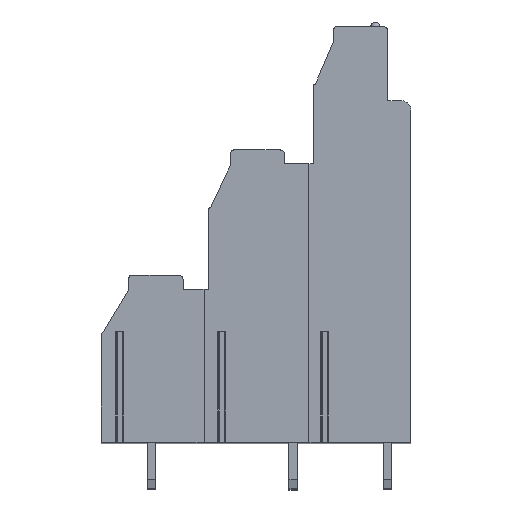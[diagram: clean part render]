
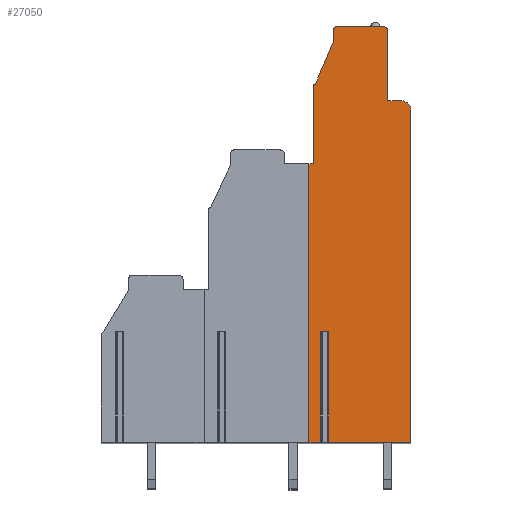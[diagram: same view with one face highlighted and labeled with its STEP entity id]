
A CAD part, top view. The second image highlights one B-rep face of the part: STEP entity #27050.
In plain terms, the highlighted planar face has unit normal (0, 0, 1).
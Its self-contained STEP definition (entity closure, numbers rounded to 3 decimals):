
#352=DIRECTION('',(1.,0.,0.));
#353=VECTOR('',#352,0.856);
#354=CARTESIAN_POINT('',(0.772,-18.05,83.82));
#355=LINE('',#354,#353);
#356=DIRECTION('',(0.,-1.,0.));
#357=VECTOR('',#356,11.95);
#358=CARTESIAN_POINT('',(0.772,-18.05,83.82));
#359=LINE('',#358,#357);
#360=DIRECTION('',(1.,0.,0.));
#361=VECTOR('',#360,1.272);
#362=CARTESIAN_POINT('',(-0.5,-30.,83.82));
#363=LINE('',#362,#361);
#364=DIRECTION('',(0.,1.,0.));
#365=VECTOR('',#364,30.);
#366=CARTESIAN_POINT('',(-0.5,-30.,83.82));
#367=LINE('',#366,#365);
#368=DIRECTION('',(-1.,0.,0.));
#369=VECTOR('',#368,0.5);
#370=CARTESIAN_POINT('',(0.,0.,83.82));
#371=LINE('',#370,#369);
#372=DIRECTION('',(0.,-1.,0.));
#373=VECTOR('',#372,8.4);
#374=CARTESIAN_POINT('',(0.,8.4,83.82));
#375=LINE('',#374,#373);
#376=CARTESIAN_POINT('',(0.2,8.4,83.82));
#377=DIRECTION('',(0.,0.,1.));
#378=DIRECTION('',(0.,1.,0.));
#379=AXIS2_PLACEMENT_3D('',#376,#377,#378);
#381=DIRECTION('',(-0.392,-0.92,0.));
#382=VECTOR('',#381,5.108);
#383=CARTESIAN_POINT('',(2.2,13.3,83.82));
#384=LINE('',#383,#382);
#385=DIRECTION('',(0.,-1.,0.));
#386=VECTOR('',#385,1.2);
#387=CARTESIAN_POINT('',(2.2,14.5,83.82));
#388=LINE('',#387,#386);
#389=CARTESIAN_POINT('',(2.5,14.5,83.82));
#390=DIRECTION('',(0.,0.,1.));
#391=DIRECTION('',(0.,1.,0.));
#392=AXIS2_PLACEMENT_3D('',#389,#390,#391);
#394=DIRECTION('',(-1.,0.,0.));
#395=VECTOR('',#394,5.);
#396=CARTESIAN_POINT('',(7.5,14.8,83.82));
#397=LINE('',#396,#395);
#398=CARTESIAN_POINT('',(7.5,14.3,83.82));
#399=DIRECTION('',(0.,0.,1.));
#400=DIRECTION('',(1.,0.,0.));
#401=AXIS2_PLACEMENT_3D('',#398,#399,#400);
#403=DIRECTION('',(0.,1.,0.));
#404=VECTOR('',#403,7.5);
#405=CARTESIAN_POINT('',(8.,6.8,83.82));
#406=LINE('',#405,#404);
#407=DIRECTION('',(-1.,0.,0.));
#408=VECTOR('',#407,1.5);
#409=CARTESIAN_POINT('',(9.5,6.8,83.82));
#410=LINE('',#409,#408);
#411=CARTESIAN_POINT('',(9.5,5.8,83.82));
#412=DIRECTION('',(0.,0.,1.));
#413=DIRECTION('',(1.,0.,0.));
#414=AXIS2_PLACEMENT_3D('',#411,#412,#413);
#416=DIRECTION('',(0.,1.,0.));
#417=VECTOR('',#416,35.8);
#418=CARTESIAN_POINT('',(10.5,-30.,83.82));
#419=LINE('',#418,#417);
#420=DIRECTION('',(1.,0.,0.));
#421=VECTOR('',#420,8.872);
#422=CARTESIAN_POINT('',(1.628,-30.,83.82));
#423=LINE('',#422,#421);
#424=DIRECTION('',(0.,-1.,0.));
#425=VECTOR('',#424,11.95);
#426=CARTESIAN_POINT('',(1.628,-18.05,83.82));
#427=LINE('',#426,#425);
#20546=CARTESIAN_POINT('',(10.5,-30.,83.82));
#20547=CARTESIAN_POINT('',(10.5,5.8,83.82));
#20548=VERTEX_POINT('',#20546);
#20549=VERTEX_POINT('',#20547);
#20550=CARTESIAN_POINT('',(9.5,6.8,83.82));
#20551=VERTEX_POINT('',#20550);
#20552=CARTESIAN_POINT('',(8.,6.8,83.82));
#20553=VERTEX_POINT('',#20552);
#20554=CARTESIAN_POINT('',(8.,14.3,83.82));
#20555=VERTEX_POINT('',#20554);
#20556=CARTESIAN_POINT('',(7.5,14.8,83.82));
#20557=VERTEX_POINT('',#20556);
#20558=CARTESIAN_POINT('',(2.5,14.8,83.82));
#20559=VERTEX_POINT('',#20558);
#20560=CARTESIAN_POINT('',(2.2,14.5,83.82));
#20561=VERTEX_POINT('',#20560);
#20562=CARTESIAN_POINT('',(2.2,13.3,83.82));
#20563=VERTEX_POINT('',#20562);
#20564=CARTESIAN_POINT('',(0.2,8.6,83.82));
#20565=VERTEX_POINT('',#20564);
#20566=CARTESIAN_POINT('',(0.,8.4,83.82));
#20567=VERTEX_POINT('',#20566);
#20568=CARTESIAN_POINT('',(0.,0.,83.82));
#20569=VERTEX_POINT('',#20568);
#20594=CARTESIAN_POINT('',(-0.5,-30.,83.82));
#20595=CARTESIAN_POINT('',(-0.5,0.,83.82));
#20596=VERTEX_POINT('',#20594);
#20597=VERTEX_POINT('',#20595);
#20654=CARTESIAN_POINT('',(0.772,-18.05,83.82));
#20655=CARTESIAN_POINT('',(1.628,-18.05,83.82));
#20656=VERTEX_POINT('',#20654);
#20657=VERTEX_POINT('',#20655);
#20662=CARTESIAN_POINT('',(0.772,-30.,83.82));
#20663=VERTEX_POINT('',#20662);
#20664=CARTESIAN_POINT('',(1.628,-30.,83.82));
#20665=VERTEX_POINT('',#20664);
#27007=CARTESIAN_POINT('',(0.,0.,83.82));
#27008=DIRECTION('',(0.,0.,1.));
#27009=DIRECTION('',(1.,0.,0.));
#27010=AXIS2_PLACEMENT_3D('',#27007,#27008,#27009);
#27011=PLANE('',#27010);
#27013=ORIENTED_EDGE('',*,*,#27012,.F.);
#27015=ORIENTED_EDGE('',*,*,#27014,.T.);
#27017=ORIENTED_EDGE('',*,*,#27016,.F.);
#27019=ORIENTED_EDGE('',*,*,#27018,.T.);
#27021=ORIENTED_EDGE('',*,*,#27020,.F.);
#27023=ORIENTED_EDGE('',*,*,#27022,.F.);
#27025=ORIENTED_EDGE('',*,*,#27024,.F.);
#27027=ORIENTED_EDGE('',*,*,#27026,.F.);
#27029=ORIENTED_EDGE('',*,*,#27028,.F.);
#27031=ORIENTED_EDGE('',*,*,#27030,.F.);
#27033=ORIENTED_EDGE('',*,*,#27032,.F.);
#27035=ORIENTED_EDGE('',*,*,#27034,.F.);
#27037=ORIENTED_EDGE('',*,*,#27036,.F.);
#27039=ORIENTED_EDGE('',*,*,#27038,.F.);
#27041=ORIENTED_EDGE('',*,*,#27040,.F.);
#27043=ORIENTED_EDGE('',*,*,#27042,.F.);
#27045=ORIENTED_EDGE('',*,*,#27044,.F.);
#27047=ORIENTED_EDGE('',*,*,#27046,.F.);
#27048=EDGE_LOOP('',(#27013,#27015,#27017,#27019,#27021,#27023,#27025,#27027,
#27029,#27031,#27033,#27035,#27037,#27039,#27041,#27043,#27045,#27047));
#27049=FACE_OUTER_BOUND('',#27048,.F.);
#27050=ADVANCED_FACE('',(#27049),#27011,.T.);
#380=CIRCLE('',#379,0.2);
#393=CIRCLE('',#392,0.3);
#402=CIRCLE('',#401,0.5);
#415=CIRCLE('',#414,1.);
#27012=EDGE_CURVE('',#20656,#20657,#355,.T.);
#27014=EDGE_CURVE('',#20656,#20663,#359,.T.);
#27016=EDGE_CURVE('',#20596,#20663,#363,.T.);
#27018=EDGE_CURVE('',#20596,#20597,#367,.T.);
#27020=EDGE_CURVE('',#20569,#20597,#371,.T.);
#27022=EDGE_CURVE('',#20567,#20569,#375,.T.);
#27024=EDGE_CURVE('',#20565,#20567,#380,.T.);
#27026=EDGE_CURVE('',#20563,#20565,#384,.T.);
#27028=EDGE_CURVE('',#20561,#20563,#388,.T.);
#27030=EDGE_CURVE('',#20559,#20561,#393,.T.);
#27032=EDGE_CURVE('',#20557,#20559,#397,.T.);
#27034=EDGE_CURVE('',#20555,#20557,#402,.T.);
#27036=EDGE_CURVE('',#20553,#20555,#406,.T.);
#27038=EDGE_CURVE('',#20551,#20553,#410,.T.);
#27040=EDGE_CURVE('',#20549,#20551,#415,.T.);
#27042=EDGE_CURVE('',#20548,#20549,#419,.T.);
#27044=EDGE_CURVE('',#20665,#20548,#423,.T.);
#27046=EDGE_CURVE('',#20657,#20665,#427,.T.);
